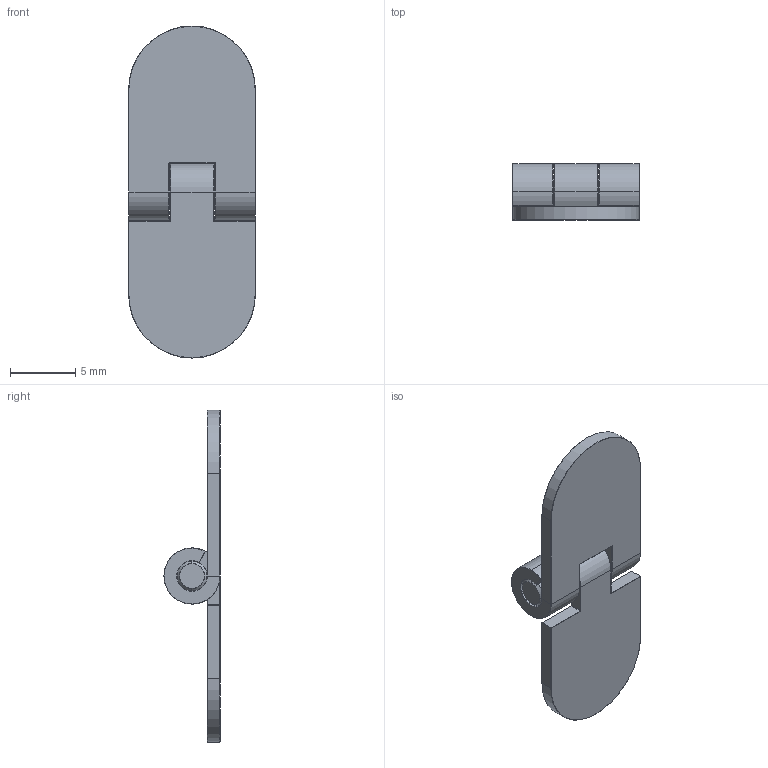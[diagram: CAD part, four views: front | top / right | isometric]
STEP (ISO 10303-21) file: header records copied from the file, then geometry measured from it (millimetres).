
FILE_DESCRIPTION (( 'STEP AP203' ), '1' );
FILE_NAME ('HGS-25310.STEP', '2017-08-07T02:17:30', ( '' ), ( '' ), 'SwSTEP 2.0', 'SolidWorks 2010', '' );
FILE_SCHEMA (( 'CONFIG_CONTROL_DESIGN' ));
Length unit declared in the file: millimetre
Products named in the file (4): 公邊; 母邊; HGS-25310; 插銷
Assembly tree (3 placements, depth 2):
  HGS-25310
    公邊
    母邊
    插銷
Bounding box: 9.7 x 4.3 x 25.4 mm (x, y, z)
Volume: 326.1 mm3; surface area: 783.6 mm2
Topology: 3 solids, 3 shells, 163 faces, 359 edges, 192 vertices
Faces by surface type: cylinder 64, torus 54, plane 22, sphere 19, cone 4
Entity records: 4736 total; most frequent: DIRECTION 908, CARTESIAN_POINT 704, ORIENTED_EDGE 686, AXIS2_PLACEMENT_3D 398, EDGE_CURVE 343, CIRCLE 229, VERTEX_POINT 186, EDGE_LOOP 163
